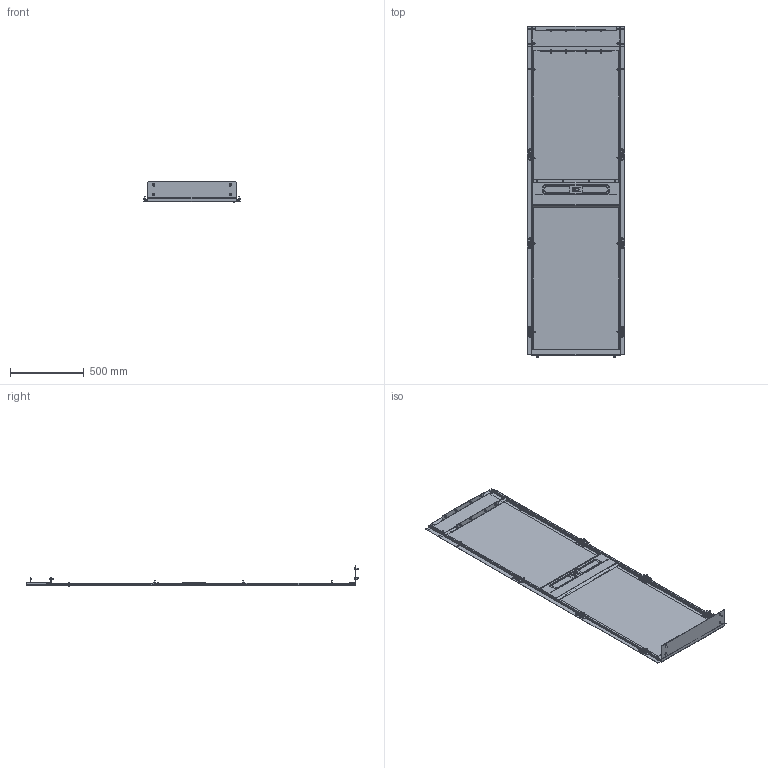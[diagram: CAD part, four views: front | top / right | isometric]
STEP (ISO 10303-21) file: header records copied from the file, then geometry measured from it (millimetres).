
FILE_DESCRIPTION (( 'STEP AP203' ), '1' );
FILE_NAME ('ITK DATAROW Ïàíåëü èçîë. ôð. 45U 600 ñåð..STEP', '2024-12-12T12:45:11', ( '' ), ( '' ), 'SwSTEP 2.0', 'SolidWorks 2022', '' );
FILE_SCHEMA (( 'CONFIG_CONTROL_DESIGN' ));
Length unit declared in the file: millimetre
Products named in the file (20): АГИЕ 282.02.00.003_-01; ITK DATAROW Панель изол. фр. 45U 600 сер.; АГИЕ 282.02.01.000СБ_-02; Копия Лента уплотнительная самоклеющая УПСГ 2х15 мм^АГИЕ 282.02.02.000СБ_-01; Винт полусфера с прессшайбой DIN 967_M6х20; АГИЕ 282.05.00.002_-02; АГИЕ 282.02.00.001_-02; АГИЕ 282.02.00.002_-05; АГИЕ 282.02.00.004_-04; Копия Лента уплотнительная самоклеющая УПСГ 2х15 мм^АГИЕ 282.02.00.000СБ_-03; АГИЕ 282.02.00.002_-04; АГИЕ 282.02.02.000СБ_-04; Гайка DIN 934_М 6; АГИЕ 282.05.00.003_-02; Болты с шестигранной головкой (повышенной точности) ГОСТ 7805_М8х20; Копия Резьбовая заклепка потай^АГИЕ 282.02.01.000СБ_М6; Заклёпка потайная резьбовая_Заклёпка резьбовая М6; АГИЕ 282.02.00.003_-00; АГИЕ 282.02.00.005; АГИЕ 282.02.00.000СБ_-02
Assembly tree (74 placements, depth 4):
  ITK DATAROW Панель изол. фр. 45U 600 сер.
    АГИЕ 282.02.00.000СБ_-02
      АГИЕ 282.02.01.000СБ_-02
        АГИЕ 282.02.00.001_-02
        Копия Резьбовая заклепка потай^АГИЕ 282.02.01.000СБ_М6  x12
      АГИЕ 282.05.00.002_-02
      АГИЕ 282.05.00.003_-02
      Копия Лента уплотнительная самоклеющая УПСГ 2х15 мм^АГИЕ 282.02.00.000СБ_-03  x2
    Болты с шестигранной головкой (повышенной точности) ГОСТ 7805_М8х20  x4
    Винт полусфера с прессшайбой DIN 967_M6х20  x20
    Гайка DIN 934_М 6  x6
    АГИЕ 282.02.00.002_-05
    АГИЕ 282.02.00.002_-04
    АГИЕ 282.02.02.000СБ_-04
      АГИЕ 282.02.00.004_-04
      Заклёпка потайная резьбовая_Заклёпка резьбовая М6  x8
      Копия Лента уплотнительная самоклеющая УПСГ 2х15 мм^АГИЕ 282.02.02.000СБ_-01  x2
    АГИЕ 282.02.00.003_-00  x3
    АГИЕ 282.02.00.003_-01  x2
    АГИЕ 282.02.00.005  x6
Bounding box: 660 x 2246.6 x 136.42 mm (x, y, z)
Volume: 3180345.1 mm3; surface area: 4868238.2 mm2
Topology: 71 solids, 71 shells, 2634 faces, 6524 edges, 4070 vertices
Faces by surface type: plane 1222, cylinder 752, cone 384, torus 140, sphere 98, bspline 38
Entity records: 36560 total; most frequent: CARTESIAN_POINT 6422, DIRECTION 5906, ORIENTED_EDGE 5300, EDGE_CURVE 2650, AXIS2_PLACEMENT_3D 2208, VERTEX_POINT 1626, VECTOR 1490, LINE 1490
